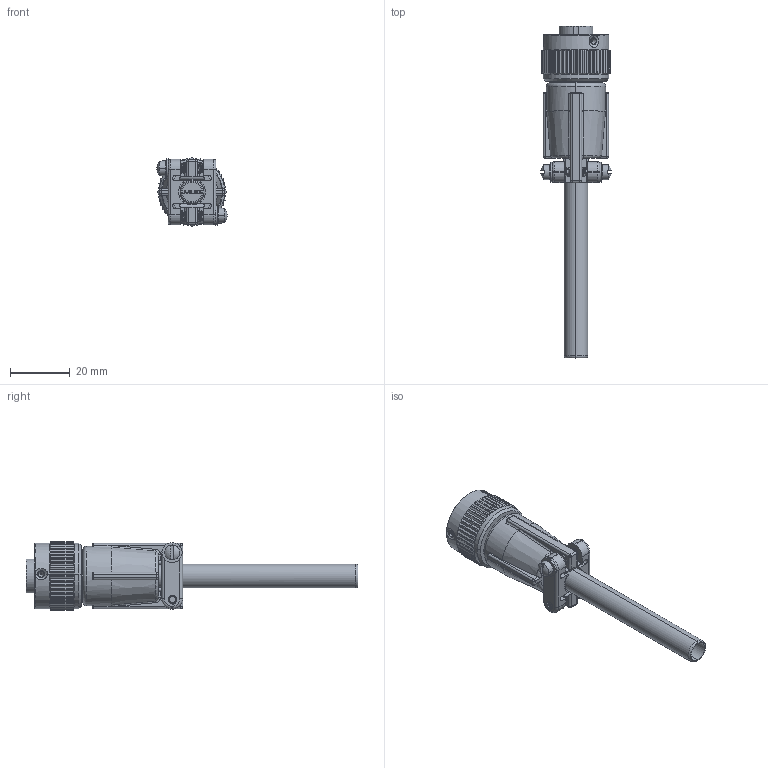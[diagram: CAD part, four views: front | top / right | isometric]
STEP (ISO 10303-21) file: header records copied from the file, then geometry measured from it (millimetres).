
FILE_DESCRIPTION((''),'2;1');
FILE_NAME('VG95234D-10_SW0001','2023-03-29T09:40:50',('paultorloting'),('NET AG system integration'),'CREO PARAMETRIC BY PTC INC, 2021404','CREO PARAMETRIC BY PTC INC, 2021404','');
FILE_SCHEMA(('AUTOMOTIVE_DESIGN { 1 0 10303 214 1 1 1 1 }'));
Products named in the file (1): VG95234D-10_SW0001
Bounding box: 23.56 x 111.06 x 22.76 mm (x, y, z)
Volume: 14706.4 mm3; surface area: 11042.4 mm2
Topology: 1 solids, 1 shells, 971 faces, 2658 edges, 1712 vertices
Faces by surface type: plane 498, cylinder 266, cone 82, bspline 77, torus 40, sphere 8
Entity records: 62272 total; most frequent: CARTESIAN_POINT 33736, ORIENTED_EDGE 5304, DIRECTION 4324, EDGE_CURVE 2652, VERTEX_POINT 1712, AXIS2_PLACEMENT_3D 1457, VECTOR 1407, LINE 1407
